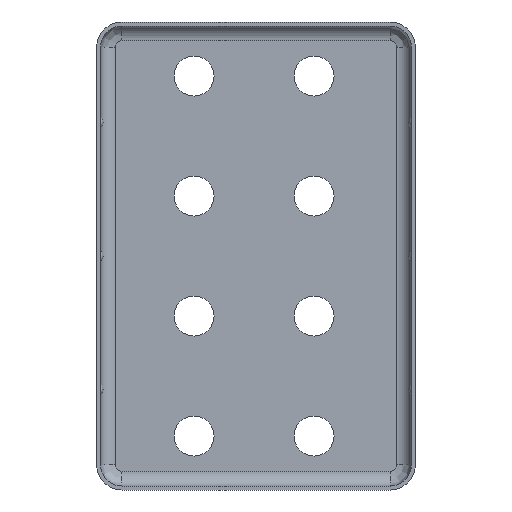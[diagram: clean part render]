
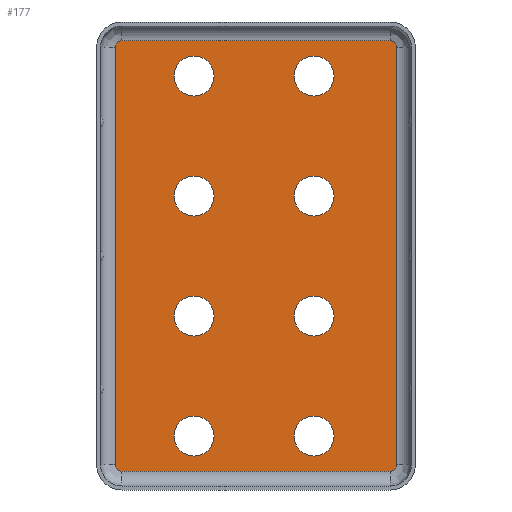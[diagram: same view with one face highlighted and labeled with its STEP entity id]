
A CAD part, front view. The second image highlights one B-rep face of the part: STEP entity #177.
In plain terms, the highlighted planar face has unit normal (0, -1, 0).
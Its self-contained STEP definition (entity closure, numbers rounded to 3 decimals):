
#177 = ADVANCED_FACE( 'NONE', ( #381, #382, #383, #384, #385, #386, #387, #388, #389 ), #390, .T. );
#381 = FACE_BOUND( '', #744, .T. );
#382 = FACE_BOUND( '', #745, .T. );
#383 = FACE_BOUND( '', #746, .T. );
#384 = FACE_BOUND( '', #747, .T. );
#385 = FACE_BOUND( '', #748, .T. );
#386 = FACE_BOUND( '', #749, .T. );
#387 = FACE_BOUND( '', #750, .T. );
#388 = FACE_BOUND( '', #751, .T. );
#389 = FACE_OUTER_BOUND( '', #752, .T. );
#390 = PLANE( '', #753 );
#744 = EDGE_LOOP( '', ( #1154 ) );
#745 = EDGE_LOOP( '', ( #1155 ) );
#746 = EDGE_LOOP( '', ( #1156 ) );
#747 = EDGE_LOOP( '', ( #1157 ) );
#748 = EDGE_LOOP( '', ( #1158 ) );
#749 = EDGE_LOOP( '', ( #1159 ) );
#750 = EDGE_LOOP( '', ( #1160 ) );
#751 = EDGE_LOOP( '', ( #1161 ) );
#752 = EDGE_LOOP( '', ( #1162, #1163, #1164, #1165, #1166, #1167, #1168, #1169 ) );
#753 = AXIS2_PLACEMENT_3D( '', #1170, #1171, #1172 );
#1154 = ORIENTED_EDGE( '', *, *, #1272, .F. );
#1155 = ORIENTED_EDGE( '', *, *, #1360, .F. );
#1156 = ORIENTED_EDGE( '', *, *, #1336, .F. );
#1157 = ORIENTED_EDGE( '', *, *, #1341, .F. );
#1158 = ORIENTED_EDGE( '', *, *, #1356, .F. );
#1159 = ORIENTED_EDGE( '', *, *, #1278, .F. );
#1160 = ORIENTED_EDGE( '', *, *, #1334, .F. );
#1161 = ORIENTED_EDGE( '', *, *, #1338, .F. );
#1162 = ORIENTED_EDGE( '', *, *, #1265, .F. );
#1163 = ORIENTED_EDGE( '', *, *, #1239, .F. );
#1164 = ORIENTED_EDGE( '', *, *, #1230, .F. );
#1165 = ORIENTED_EDGE( '', *, *, #1361, .T. );
#1166 = ORIENTED_EDGE( '', *, *, #1348, .T. );
#1167 = ORIENTED_EDGE( '', *, *, #1344, .F. );
#1168 = ORIENTED_EDGE( '', *, *, #1362, .T. );
#1169 = ORIENTED_EDGE( '', *, *, #1318, .T. );
#1170 = CARTESIAN_POINT( '', ( 10.05, 0., -15.65 ) );
#1171 = DIRECTION( '', ( 0., -1., 0. ) );
#1172 = DIRECTION( '', ( 0., 0., -1. ) );
#1230 = EDGE_CURVE( 'NONE', #1409, #1411, #1412, .T. );
#1239 = EDGE_CURVE( 'NONE', #1411, #1426, #1427, .T. );
#1265 = EDGE_CURVE( 'NONE', #1426, #1465, #1466, .T. );
#1272 = EDGE_CURVE( '', #1475, #1475, #1476, .T. );
#1278 = EDGE_CURVE( '', #1484, #1484, #1485, .T. );
#1318 = EDGE_CURVE( 'NONE', #1544, #1465, #1545, .T. );
#1334 = EDGE_CURVE( '', #1564, #1564, #1565, .T. );
#1336 = EDGE_CURVE( '', #1567, #1567, #1568, .T. );
#1338 = EDGE_CURVE( '', #1570, #1570, #1571, .T. );
#1341 = EDGE_CURVE( '', #1574, #1574, #1575, .T. );
#1344 = EDGE_CURVE( 'NONE', #1577, #1579, #1580, .T. );
#1348 = EDGE_CURVE( 'NONE', #1584, #1579, #1585, .T. );
#1356 = EDGE_CURVE( '', #1593, #1593, #1594, .T. );
#1360 = EDGE_CURVE( '', #1598, #1598, #1599, .T. );
#1361 = EDGE_CURVE( 'NONE', #1409, #1584, #1600, .T. );
#1362 = EDGE_CURVE( 'NONE', #1577, #1544, #1601, .T. );
#1409 = VERTEX_POINT( 'NONE', #1654 );
#1411 = VERTEX_POINT( 'NONE', #1656 );
#1412 = LINE( '', #1657, #1658 );
#1426 = VERTEX_POINT( 'NONE', #1672 );
#1427 = CIRCLE( '', #1673, 0.5 );
#1465 = VERTEX_POINT( 'NONE', #1722 );
#1466 = LINE( '', #1723, #1724 );
#1475 = VERTEX_POINT( '', #1734 );
#1476 = CIRCLE( '', #1735, 1.5 );
#1484 = VERTEX_POINT( '', #1745 );
#1485 = CIRCLE( '', #1746, 1.5 );
#1544 = VERTEX_POINT( 'NONE', #1815 );
#1545 = CIRCLE( '', #1816, 0.5 );
#1564 = VERTEX_POINT( '', #1840 );
#1565 = CIRCLE( '', #1841, 1.5 );
#1567 = VERTEX_POINT( '', #1843 );
#1568 = CIRCLE( '', #1844, 1.5 );
#1570 = VERTEX_POINT( '', #1846 );
#1571 = CIRCLE( '', #1847, 1.5 );
#1574 = VERTEX_POINT( '', #1850 );
#1575 = CIRCLE( '', #1851, 1.5 );
#1577 = VERTEX_POINT( 'NONE', #1853 );
#1579 = VERTEX_POINT( 'NONE', #1855 );
#1580 = CIRCLE( '', #1856, 0.5 );
#1584 = VERTEX_POINT( 'NONE', #1861 );
#1585 = LINE( '', #1862, #1863 );
#1593 = VERTEX_POINT( '', #1871 );
#1594 = CIRCLE( '', #1872, 1.5 );
#1598 = VERTEX_POINT( '', #1876 );
#1599 = CIRCLE( '', #1877, 1.5 );
#1600 = CIRCLE( '', #1878, 0.5 );
#1601 = LINE( '', #1879, #1880 );
#1654 = CARTESIAN_POINT( '', ( 10.55, 0., 15.65 ) );
#1656 = CARTESIAN_POINT( '', ( 10.55, 0., -15.65 ) );
#1657 = CARTESIAN_POINT( '', ( 10.55, 0., 0. ) );
#1658 = VECTOR( '', #1928, 1000. );
#1672 = CARTESIAN_POINT( '', ( 10.05, 0., -16.15 ) );
#1673 = AXIS2_PLACEMENT_3D( '', #1947, #1948, #1949 );
#1722 = CARTESIAN_POINT( '', ( -10.05, 0., -16.15 ) );
#1723 = CARTESIAN_POINT( '', ( 10.05, 0., -16.15 ) );
#1724 = VECTOR( '', #1985, 1000. );
#1734 = CARTESIAN_POINT( '', ( 4.35, 0., -15. ) );
#1735 = AXIS2_PLACEMENT_3D( '', #1996, #1997, #1998 );
#1745 = CARTESIAN_POINT( '', ( -4.65, 0., 3. ) );
#1746 = AXIS2_PLACEMENT_3D( '', #2004, #2005, #2006 );
#1815 = CARTESIAN_POINT( '', ( -10.55, 0., -15.65 ) );
#1816 = AXIS2_PLACEMENT_3D( '', #2074, #2075, #2076 );
#1840 = CARTESIAN_POINT( '', ( 4.35, 0., 12. ) );
#1841 = AXIS2_PLACEMENT_3D( '', #2094, #2095, #2096 );
#1843 = CARTESIAN_POINT( '', ( 4.35, 0., -6. ) );
#1844 = AXIS2_PLACEMENT_3D( '', #2097, #2098, #2099 );
#1846 = CARTESIAN_POINT( '', ( -4.65, 0., 12. ) );
#1847 = AXIS2_PLACEMENT_3D( '', #2100, #2101, #2102 );
#1850 = CARTESIAN_POINT( '', ( -4.65, 0., -6. ) );
#1851 = AXIS2_PLACEMENT_3D( '', #2103, #2104, #2105 );
#1853 = CARTESIAN_POINT( '', ( -10.55, 0., 15.65 ) );
#1855 = CARTESIAN_POINT( '', ( -10.05, 0., 16.15 ) );
#1856 = AXIS2_PLACEMENT_3D( '', #2109, #2110, #2111 );
#1861 = CARTESIAN_POINT( '', ( 10.05, 0., 16.15 ) );
#1862 = CARTESIAN_POINT( '', ( 10.05, 0., 16.15 ) );
#1863 = VECTOR( '', #2116, 1000. );
#1871 = CARTESIAN_POINT( '', ( 4.35, 0., 3. ) );
#1872 = AXIS2_PLACEMENT_3D( '', #2120, #2121, #2122 );
#1876 = CARTESIAN_POINT( '', ( -4.65, 0., -15. ) );
#1877 = AXIS2_PLACEMENT_3D( '', #2123, #2124, #2125 );
#1878 = AXIS2_PLACEMENT_3D( '', #2126, #2127, #2128 );
#1879 = CARTESIAN_POINT( '', ( -10.55, 0., 0. ) );
#1880 = VECTOR( '', #2129, 1000. );
#1928 = DIRECTION( '', ( 0., 0., -1. ) );
#1947 = CARTESIAN_POINT( '', ( 10.05, 0., -15.65 ) );
#1948 = DIRECTION( '', ( 0., 1., 0. ) );
#1949 = DIRECTION( '', ( 0., 0., 1. ) );
#1985 = DIRECTION( '', ( -1., 0., 0. ) );
#1996 = CARTESIAN_POINT( '', ( 4.35, 0., -13.5 ) );
#1997 = DIRECTION( '', ( 0., -1., 0. ) );
#1998 = DIRECTION( '', ( 0., 0., -1. ) );
#2004 = CARTESIAN_POINT( '', ( -4.65, 0., 4.5 ) );
#2005 = DIRECTION( '', ( 0., -1., 0. ) );
#2006 = DIRECTION( '', ( 0., 0., -1. ) );
#2074 = CARTESIAN_POINT( '', ( -10.05, 0., -15.65 ) );
#2075 = DIRECTION( '', ( 0., -1., 0. ) );
#2076 = DIRECTION( '', ( 0., 0., 1. ) );
#2094 = CARTESIAN_POINT( '', ( 4.35, 0., 13.5 ) );
#2095 = DIRECTION( '', ( 0., -1., 0. ) );
#2096 = DIRECTION( '', ( 0., 0., -1. ) );
#2097 = CARTESIAN_POINT( '', ( 4.35, 0., -4.5 ) );
#2098 = DIRECTION( '', ( 0., -1., 0. ) );
#2099 = DIRECTION( '', ( 0., 0., -1. ) );
#2100 = CARTESIAN_POINT( '', ( -4.65, 0., 13.5 ) );
#2101 = DIRECTION( '', ( 0., -1., 0. ) );
#2102 = DIRECTION( '', ( 0., 0., -1. ) );
#2103 = CARTESIAN_POINT( '', ( -4.65, 0., -4.5 ) );
#2104 = DIRECTION( '', ( 0., -1., 0. ) );
#2105 = DIRECTION( '', ( 0., 0., -1. ) );
#2109 = CARTESIAN_POINT( '', ( -10.05, 0., 15.65 ) );
#2110 = DIRECTION( '', ( 0., 1., 0. ) );
#2111 = DIRECTION( '', ( 0., 0., -1. ) );
#2116 = DIRECTION( '', ( -1., 0., 0. ) );
#2120 = CARTESIAN_POINT( '', ( 4.35, 0., 4.5 ) );
#2121 = DIRECTION( '', ( 0., -1., 0. ) );
#2122 = DIRECTION( '', ( 0., 0., -1. ) );
#2123 = CARTESIAN_POINT( '', ( -4.65, 0., -13.5 ) );
#2124 = DIRECTION( '', ( 0., -1., 0. ) );
#2125 = DIRECTION( '', ( 0., 0., -1. ) );
#2126 = CARTESIAN_POINT( '', ( 10.05, 0., 15.65 ) );
#2127 = DIRECTION( '', ( 0., -1., 0. ) );
#2128 = DIRECTION( '', ( 0., 0., -1. ) );
#2129 = DIRECTION( '', ( 0., 0., -1. ) );
